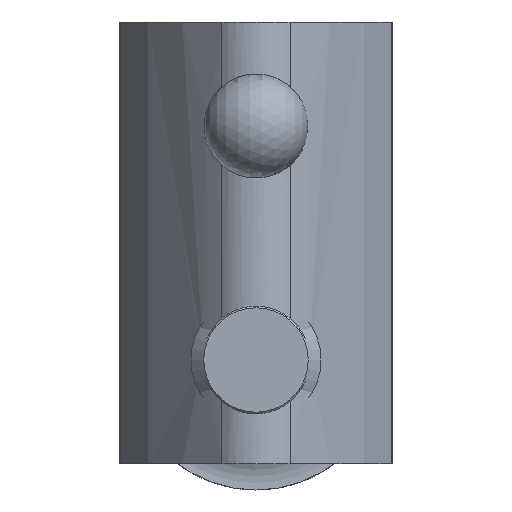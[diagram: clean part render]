
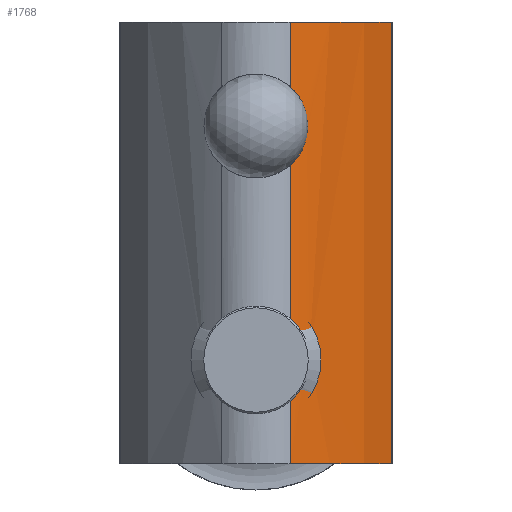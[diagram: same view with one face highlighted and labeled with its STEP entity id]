
A CAD part, left-side view. The second image highlights one B-rep face of the part: STEP entity #1768.
In plain terms, the highlighted cylindrical face has radius 16 mm (diameter 32 mm), a partial arc.
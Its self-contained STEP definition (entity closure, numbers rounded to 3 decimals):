
#100=FACE_OUTER_BOUND('',#196,.T.);
#196=EDGE_LOOP('',(#1124,#1125,#1126,#1127,#1128,#1129,#1130,#1131,#1132,
#1133,#1134,#1135));
#297=CIRCLE('',#1887,16.);
#298=CIRCLE('',#1888,16.);
#372=LINE('',#2598,#515);
#373=LINE('',#2618,#516);
#374=LINE('',#2622,#517);
#375=LINE('',#2625,#518);
#515=VECTOR('',#2067,1000.);
#516=VECTOR('',#2068,1000.);
#517=VECTOR('',#2071,1000.);
#518=VECTOR('',#2074,1000.);
#658=B_SPLINE_CURVE_WITH_KNOTS('',3,(#2566,#2567,#2568,#2569,#2570,#2571),
 .UNSPECIFIED.,.F.,.F.,(4,2,4),(0.119,0.151,0.179),
 .UNSPECIFIED.);
#659=B_SPLINE_CURVE_WITH_KNOTS('',3,(#2573,#2574,#2575,#2576,#2577,#2578,
#2579,#2580),.UNSPECIFIED.,.F.,.F.,(4,2,2,4),(-0.629,-0.628,
-0.57,-0.512),.UNSPECIFIED.);
#660=B_SPLINE_CURVE_WITH_KNOTS('',3,(#2582,#2583,#2584,#2585,#2586,#2587,
#2588,#2589),.UNSPECIFIED.,.F.,.F.,(4,2,2,4),(-0.512,-0.454,
-0.396,-0.395),.UNSPECIFIED.);
#661=B_SPLINE_CURVE_WITH_KNOTS('',3,(#2591,#2592,#2593,#2594,#2595,#2596),
 .UNSPECIFIED.,.F.,.F.,(4,2,4),(-0.179,-0.151,-0.119),
 .UNSPECIFIED.);
#662=B_SPLINE_CURVE_WITH_KNOTS('',3,(#2600,#2601,#2602,#2603,#2604,#2605,
#2606,#2607),.UNSPECIFIED.,.F.,.F.,(4,2,2,4),(0.,0.078,0.157,
0.192),.UNSPECIFIED.);
#663=B_SPLINE_CURVE_WITH_KNOTS('',3,(#2609,#2610,#2611,#2612,#2613,#2614,
#2615,#2616),.UNSPECIFIED.,.F.,.F.,(4,2,2,4),(-0.192,-0.157,
-0.078,0.),.UNSPECIFIED.);
#695=VERTEX_POINT('',#2564);
#696=VERTEX_POINT('',#2565);
#697=VERTEX_POINT('',#2572);
#698=VERTEX_POINT('',#2581);
#699=VERTEX_POINT('',#2590);
#700=VERTEX_POINT('',#2597);
#701=VERTEX_POINT('',#2599);
#702=VERTEX_POINT('',#2608);
#703=VERTEX_POINT('',#2617);
#704=VERTEX_POINT('',#2619);
#705=VERTEX_POINT('',#2621);
#706=VERTEX_POINT('',#2623);
#863=EDGE_CURVE('',#695,#696,#658,.T.);
#864=EDGE_CURVE('',#695,#697,#659,.T.);
#865=EDGE_CURVE('',#697,#698,#660,.T.);
#866=EDGE_CURVE('',#699,#698,#661,.T.);
#867=EDGE_CURVE('',#700,#699,#372,.T.);
#868=EDGE_CURVE('',#701,#700,#662,.T.);
#869=EDGE_CURVE('',#702,#701,#663,.T.);
#870=EDGE_CURVE('',#703,#702,#373,.T.);
#871=EDGE_CURVE('',#704,#703,#297,.T.);
#872=EDGE_CURVE('',#704,#705,#374,.T.);
#873=EDGE_CURVE('',#705,#706,#298,.T.);
#874=EDGE_CURVE('',#696,#706,#375,.T.);
#1124=ORIENTED_EDGE('',*,*,#863,.F.);
#1125=ORIENTED_EDGE('',*,*,#864,.T.);
#1126=ORIENTED_EDGE('',*,*,#865,.T.);
#1127=ORIENTED_EDGE('',*,*,#866,.F.);
#1128=ORIENTED_EDGE('',*,*,#867,.F.);
#1129=ORIENTED_EDGE('',*,*,#868,.F.);
#1130=ORIENTED_EDGE('',*,*,#869,.F.);
#1131=ORIENTED_EDGE('',*,*,#870,.F.);
#1132=ORIENTED_EDGE('',*,*,#871,.F.);
#1133=ORIENTED_EDGE('',*,*,#872,.T.);
#1134=ORIENTED_EDGE('',*,*,#873,.T.);
#1135=ORIENTED_EDGE('',*,*,#874,.F.);
#1646=CYLINDRICAL_SURFACE('',#1886,16.);
#1768=ADVANCED_FACE('',(#100),#1646,.T.);
#1886=AXIS2_PLACEMENT_3D('',#2563,#2065,#2066);
#1887=AXIS2_PLACEMENT_3D('',#2620,#2069,#2070);
#1888=AXIS2_PLACEMENT_3D('',#2624,#2072,#2073);
#2065=DIRECTION('center_axis',(0.,0.,1.));
#2066=DIRECTION('ref_axis',(0.,1.,0.));
#2067=DIRECTION('',(0.,0.,1.));
#2068=DIRECTION('',(0.,0.,1.));
#2069=DIRECTION('center_axis',(0.,0.,-1.));
#2070=DIRECTION('ref_axis',(-1.,0.,0.));
#2071=DIRECTION('',(0.,0.,1.));
#2072=DIRECTION('center_axis',(0.,0.,-1.));
#2073=DIRECTION('ref_axis',(-1.,0.,0.));
#2074=DIRECTION('',(0.,0.,1.));
#2563=CARTESIAN_POINT('Origin',(3.75,9.2,-4.));
#2564=CARTESIAN_POINT('',(-8.,-1.66,10.116));
#2565=CARTESIAN_POINT('',(-8.31,-1.314,10.508));
#2566=CARTESIAN_POINT('Ctrl Pts',(-8.,-1.66,10.116));
#2567=CARTESIAN_POINT('Ctrl Pts',(-8.051,-1.605,10.198));
#2568=CARTESIAN_POINT('Ctrl Pts',(-8.105,-1.545,10.273));
#2569=CARTESIAN_POINT('Ctrl Pts',(-8.208,-1.431,10.399));
#2570=CARTESIAN_POINT('Ctrl Pts',(-8.258,-1.374,10.455));
#2571=CARTESIAN_POINT('Ctrl Pts',(-8.31,-1.314,10.508));
#2572=CARTESIAN_POINT('',(-7.699,-1.977,9.));
#2573=CARTESIAN_POINT('Ctrl Pts',(-8.,-1.66,10.116));
#2574=CARTESIAN_POINT('Ctrl Pts',(-7.998,-1.662,10.113));
#2575=CARTESIAN_POINT('Ctrl Pts',(-7.997,-1.664,10.11));
#2576=CARTESIAN_POINT('Ctrl Pts',(-7.907,-1.761,9.964));
#2577=CARTESIAN_POINT('Ctrl Pts',(-7.829,-1.843,9.786));
#2578=CARTESIAN_POINT('Ctrl Pts',(-7.724,-1.951,9.401));
#2579=CARTESIAN_POINT('Ctrl Pts',(-7.699,-1.977,9.194));
#2580=CARTESIAN_POINT('Ctrl Pts',(-7.699,-1.977,9.));
#2581=CARTESIAN_POINT('',(-8.,-1.66,7.884));
#2582=CARTESIAN_POINT('Ctrl Pts',(-7.699,-1.977,9.));
#2583=CARTESIAN_POINT('Ctrl Pts',(-7.699,-1.977,8.806));
#2584=CARTESIAN_POINT('Ctrl Pts',(-7.724,-1.951,8.599));
#2585=CARTESIAN_POINT('Ctrl Pts',(-7.829,-1.843,8.214));
#2586=CARTESIAN_POINT('Ctrl Pts',(-7.907,-1.761,8.036));
#2587=CARTESIAN_POINT('Ctrl Pts',(-7.997,-1.664,7.89));
#2588=CARTESIAN_POINT('Ctrl Pts',(-7.998,-1.662,7.887));
#2589=CARTESIAN_POINT('Ctrl Pts',(-8.,-1.66,7.884));
#2590=CARTESIAN_POINT('',(-8.31,-1.314,7.492));
#2591=CARTESIAN_POINT('Ctrl Pts',(-8.31,-1.314,7.492));
#2592=CARTESIAN_POINT('Ctrl Pts',(-8.258,-1.374,7.545));
#2593=CARTESIAN_POINT('Ctrl Pts',(-8.208,-1.431,7.601));
#2594=CARTESIAN_POINT('Ctrl Pts',(-8.105,-1.545,7.727));
#2595=CARTESIAN_POINT('Ctrl Pts',(-8.051,-1.605,7.802));
#2596=CARTESIAN_POINT('Ctrl Pts',(-8.,-1.66,7.884));
#2597=CARTESIAN_POINT('',(-8.31,-1.314,1.595));
#2598=CARTESIAN_POINT('',(-8.31,-1.314,-4.));
#2599=CARTESIAN_POINT('',(-7.61,-2.067,0.));
#2600=CARTESIAN_POINT('Ctrl Pts',(-7.61,-2.067,0.));
#2601=CARTESIAN_POINT('Ctrl Pts',(-7.61,-2.067,0.261));
#2602=CARTESIAN_POINT('Ctrl Pts',(-7.663,-2.015,0.529));
#2603=CARTESIAN_POINT('Ctrl Pts',(-7.848,-1.823,1.008));
#2604=CARTESIAN_POINT('Ctrl Pts',(-7.98,-1.684,1.219));
#2605=CARTESIAN_POINT('Ctrl Pts',(-8.176,-1.467,1.46));
#2606=CARTESIAN_POINT('Ctrl Pts',(-8.242,-1.393,1.531));
#2607=CARTESIAN_POINT('Ctrl Pts',(-8.31,-1.314,1.595));
#2608=CARTESIAN_POINT('',(-8.31,-1.314,-1.595));
#2609=CARTESIAN_POINT('Ctrl Pts',(-8.31,-1.314,-1.595));
#2610=CARTESIAN_POINT('Ctrl Pts',(-8.242,-1.393,-1.531));
#2611=CARTESIAN_POINT('Ctrl Pts',(-8.176,-1.467,-1.46));
#2612=CARTESIAN_POINT('Ctrl Pts',(-7.98,-1.684,-1.219));
#2613=CARTESIAN_POINT('Ctrl Pts',(-7.848,-1.823,-1.008));
#2614=CARTESIAN_POINT('Ctrl Pts',(-7.663,-2.015,-0.529));
#2615=CARTESIAN_POINT('Ctrl Pts',(-7.61,-2.067,-0.261));
#2616=CARTESIAN_POINT('Ctrl Pts',(-7.61,-2.067,0.));
#2617=CARTESIAN_POINT('',(-8.31,-1.314,-4.));
#2618=CARTESIAN_POINT('',(-8.31,-1.314,-4.));
#2619=CARTESIAN_POINT('',(-3.218,-5.203,-4.));
#2620=CARTESIAN_POINT('Origin',(3.75,9.2,-4.));
#2621=CARTESIAN_POINT('',(-3.218,-5.203,13.));
#2622=CARTESIAN_POINT('',(-3.218,-5.203,-4.));
#2623=CARTESIAN_POINT('',(-8.31,-1.314,13.));
#2624=CARTESIAN_POINT('Origin',(3.75,9.2,13.));
#2625=CARTESIAN_POINT('',(-8.31,-1.314,-4.));
